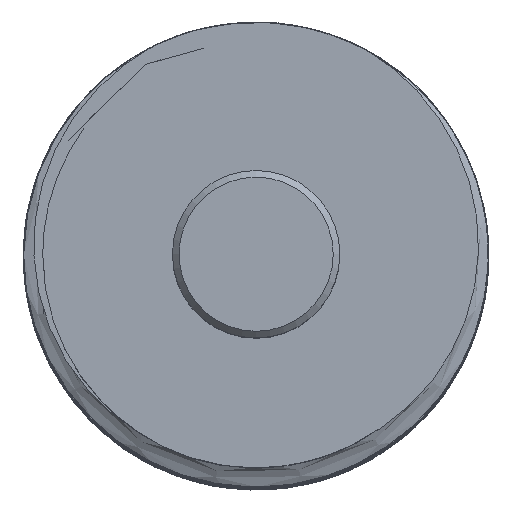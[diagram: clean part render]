
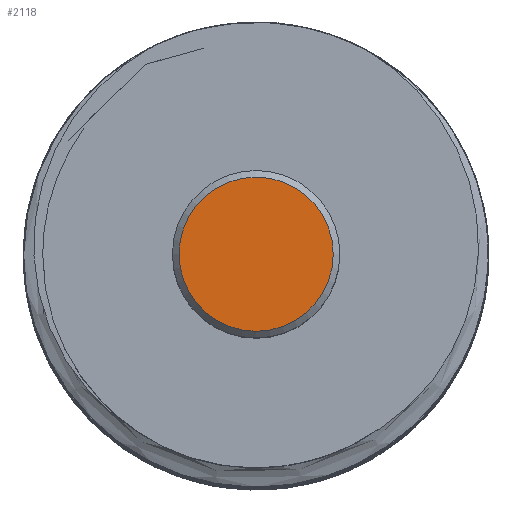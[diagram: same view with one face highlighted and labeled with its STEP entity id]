
A CAD part, top view. The second image highlights one B-rep face of the part: STEP entity #2118.
In plain terms, the highlighted planar face has unit normal (0, 0, 1).
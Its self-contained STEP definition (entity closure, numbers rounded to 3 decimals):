
#24=PLANE('',#2257);
#137=FACE_OUTER_BOUND('',#254,.T.);
#254=EDGE_LOOP('',(#1784));
#267=CIRCLE('',#2253,2.3);
#910=VERTEX_POINT('',#10241);
#1235=EDGE_CURVE('',#910,#910,#267,.T.);
#1784=ORIENTED_EDGE('',*,*,#1235,.F.);
#2118=ADVANCED_FACE('',(#137),#24,.T.);
#2253=AXIS2_PLACEMENT_3D('',#10242,#2600,#2601);
#2257=AXIS2_PLACEMENT_3D('',#10250,#2610,#2611);
#2600=DIRECTION('center_axis',(0.,0.,-1.));
#2601=DIRECTION('ref_axis',(1.,0.,0.));
#2610=DIRECTION('center_axis',(0.,0.,1.));
#2611=DIRECTION('ref_axis',(1.,0.,0.));
#10241=CARTESIAN_POINT('',(-2.3,0.,64.));
#10242=CARTESIAN_POINT('Origin',(0.,0.,64.));
#10250=CARTESIAN_POINT('Origin',(0.,0.,64.));
